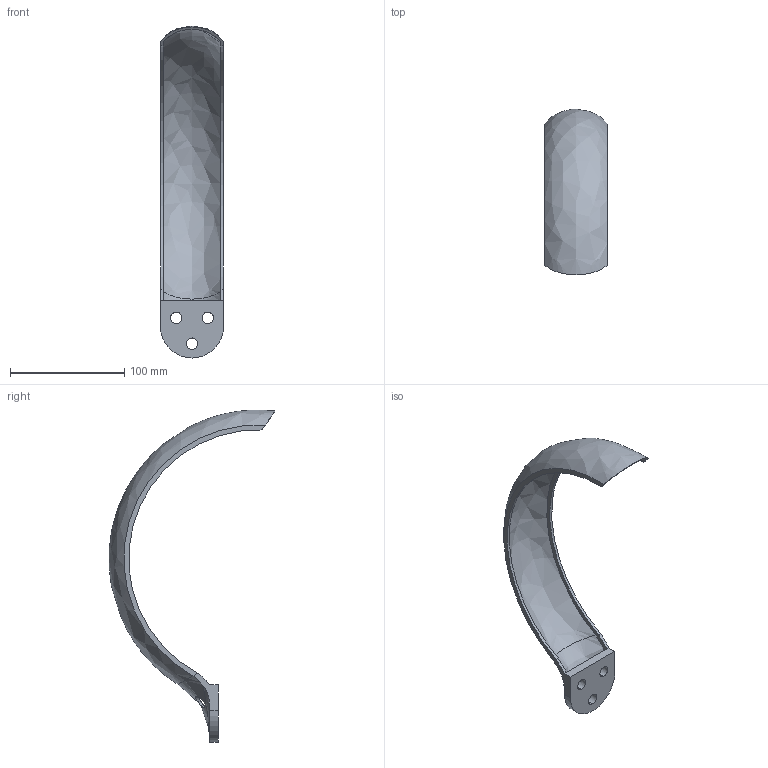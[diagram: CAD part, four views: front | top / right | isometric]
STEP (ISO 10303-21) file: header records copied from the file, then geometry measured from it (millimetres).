
FILE_DESCRIPTION (( 'STEP AP203' ), '1' );
FILE_NAME ('Rear-wheel-cover_Default_sldprt.STEP', '2022-11-28T13:52:33', ( '' ), ( '' ), 'SwSTEP 2.0', 'SolidWorks 2022', '' );
FILE_SCHEMA (( 'CONFIG_CONTROL_DESIGN' ));
Length unit declared in the file: millimetre
Products named in the file (1): Rear-wheel-cover_Default_sldprt
Bounding box: 55 x 144.82 x 290 mm (x, y, z)
Volume: 73260.3 mm3; surface area: 57626.8 mm2
Topology: 1 solids, 1 shells, 36 faces, 98 edges, 60 vertices
Faces by surface type: cylinder 16, plane 14, bspline 6
Entity records: 1909 total; most frequent: CARTESIAN_POINT 945, ORIENTED_EDGE 192, DIRECTION 174, EDGE_CURVE 96, AXIS2_PLACEMENT_3D 67, VERTEX_POINT 60, EDGE_LOOP 46, LINE 40
